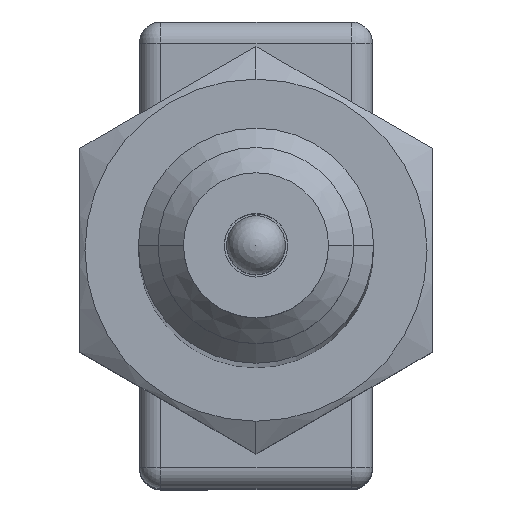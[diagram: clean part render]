
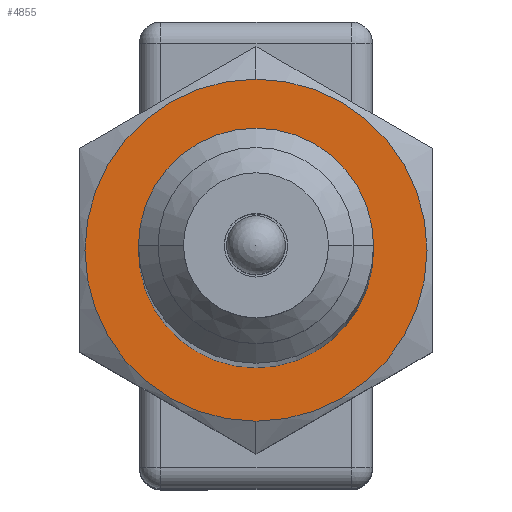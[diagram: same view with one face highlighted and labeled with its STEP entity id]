
A CAD part, top view. The second image highlights one B-rep face of the part: STEP entity #4855.
In plain terms, the highlighted planar face has unit normal (0, 0, 1).
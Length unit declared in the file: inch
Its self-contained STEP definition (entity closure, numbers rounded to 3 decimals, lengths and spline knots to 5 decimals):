
#913 = DIRECTION ( 'NONE',  ( 0., 0., 1. ) ) ;
#949 = DIRECTION ( 'NONE',  ( 0., 0., 1. ) ) ;
#1059 = AXIS2_PLACEMENT_3D ( 'NONE', #15966, #18416, #7354 ) ;
#1105 = EDGE_CURVE ( 'NONE', #23173, #6364, #21609, .T. ) ;
#1497 = ORIENTED_EDGE ( 'NONE', *, *, #1105, .T. ) ;
#2072 = CIRCLE ( 'NONE', #1059, 0.36373 ) ;
#2753 = PLANE ( 'NONE',  #26048 ) ;
#3012 = CIRCLE ( 'NONE', #4025, 0.25 ) ;
#3439 = FACE_OUTER_BOUND ( 'NONE', #6411, .T. ) ;
#3591 = AXIS2_PLACEMENT_3D ( 'NONE', #26760, #13477, #22295 ) ;
#4025 = AXIS2_PLACEMENT_3D ( 'NONE', #14223, #949, #22659 ) ;
#4855 = ADVANCED_FACE ( 'NONE', ( #3439, #9014 ), #2753, .T. ) ;
#5433 = VERTEX_POINT ( 'NONE', #24702 ) ;
#6364 = VERTEX_POINT ( 'NONE', #13607 ) ;
#6411 = EDGE_LOOP ( 'NONE', ( #1497, #20298 ) ) ;
#7354 = DIRECTION ( 'NONE',  ( 0., 1., 0. ) ) ;
#8947 = EDGE_LOOP ( 'NONE', ( #24874, #17460 ) ) ;
#9014 = FACE_BOUND ( 'NONE', #8947, .T. ) ;
#9495 = CARTESIAN_POINT ( 'NONE',  ( 0., 0., 0.375 ) ) ;
#13477 = DIRECTION ( 'NONE',  ( 0., 0., 1. ) ) ;
#13607 = CARTESIAN_POINT ( 'NONE',  ( 0., -0.36373, 0.375 ) ) ;
#13871 = DIRECTION ( 'NONE',  ( 0., 0., 1. ) ) ;
#14223 = CARTESIAN_POINT ( 'NONE',  ( 0., 0., 0.375 ) ) ;
#14284 = EDGE_CURVE ( 'NONE', #5433, #20009, #20720, .T. ) ;
#15420 = CARTESIAN_POINT ( 'NONE',  ( 0., 0.36373, 0.375 ) ) ;
#15966 = CARTESIAN_POINT ( 'NONE',  ( 0., 0., 0.375 ) ) ;
#17213 = CARTESIAN_POINT ( 'NONE',  ( -0.25, 0., 0.375 ) ) ;
#17460 = ORIENTED_EDGE ( 'NONE', *, *, #14284, .F. ) ;
#18373 = DIRECTION ( 'NONE',  ( 1., 0., 0. ) ) ;
#18416 = DIRECTION ( 'NONE',  ( 0., 0., 1. ) ) ;
#18710 = AXIS2_PLACEMENT_3D ( 'NONE', #9495, #13871, #25229 ) ;
#18944 = EDGE_CURVE ( 'NONE', #6364, #23173, #2072, .T. ) ;
#19713 = EDGE_CURVE ( 'NONE', #20009, #5433, #3012, .T. ) ;
#20009 = VERTEX_POINT ( 'NONE', #17213 ) ;
#20298 = ORIENTED_EDGE ( 'NONE', *, *, #18944, .T. ) ;
#20720 = CIRCLE ( 'NONE', #3591, 0.25 ) ;
#21609 = CIRCLE ( 'NONE', #18710, 0.36373 ) ;
#22295 = DIRECTION ( 'NONE',  ( -1., 0., 0. ) ) ;
#22659 = DIRECTION ( 'NONE',  ( -1., 0., 0. ) ) ;
#23173 = VERTEX_POINT ( 'NONE', #15420 ) ;
#24702 = CARTESIAN_POINT ( 'NONE',  ( 0.25, 0., 0.375 ) ) ;
#24874 = ORIENTED_EDGE ( 'NONE', *, *, #19713, .F. ) ;
#25057 = CARTESIAN_POINT ( 'NONE',  ( 0., 0., 0.375 ) ) ;
#25229 = DIRECTION ( 'NONE',  ( 0., 1., 0. ) ) ;
#26048 = AXIS2_PLACEMENT_3D ( 'NONE', #25057, #913, #18373 ) ;
#26760 = CARTESIAN_POINT ( 'NONE',  ( 0., 0., 0.375 ) ) ;
